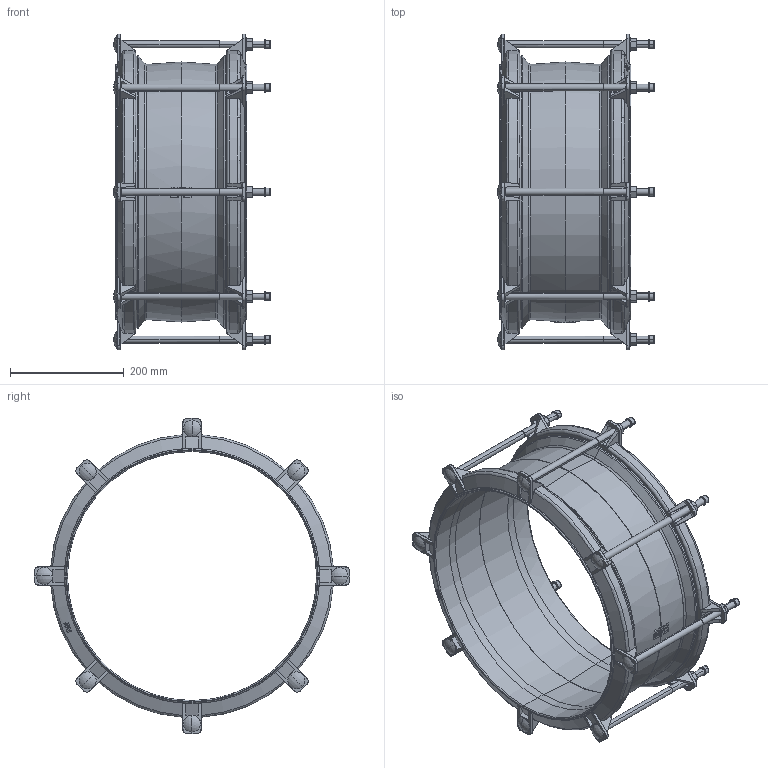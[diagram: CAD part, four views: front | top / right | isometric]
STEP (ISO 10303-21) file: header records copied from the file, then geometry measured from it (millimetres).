
FILE_DESCRIPTION (( 'STEP AP203' ), '1' );
FILE_NAME ('O_601_A_DN400_410-436mm_001XXXX_AA1_step.step', '2015-08-25T12:00:56', ( 'Windows User' ), ( 'AVK' ), 'SwSTEP 2.0', 'SolidWorks 2012', '' );
FILE_SCHEMA (( 'CONFIG_CONTROL_DESIGN' ));
Length unit declared in the file: millimetre
Products named in the file (1): O_601_A_DN400_410-436mm_001XXXX_AA1_step
Bounding box: 276.5 x 556 x 556.02 mm (x, y, z)
Volume: 4548929.9 mm3; surface area: 916872.2 mm2
Topology: 1 solids, 1 shells, 1457 faces, 3978 edges, 2496 vertices
Faces by surface type: plane 592, cylinder 495, cone 185, torus 73, bspline 64, sphere 48
Entity records: 51772 total; most frequent: CARTESIAN_POINT 17485, ORIENTED_EDGE 7892, DIRECTION 6363, EDGE_CURVE 3946, VERTEX_POINT 2496, AXIS2_PLACEMENT_3D 2390, LINE 1583, VECTOR 1583
